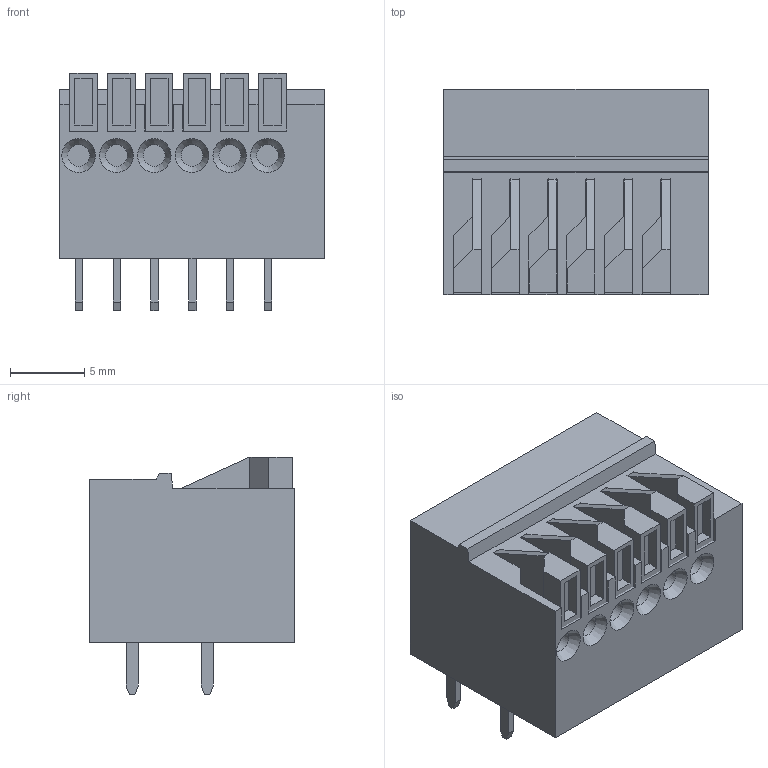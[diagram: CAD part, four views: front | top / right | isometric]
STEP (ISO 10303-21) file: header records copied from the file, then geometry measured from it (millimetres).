
FILE_DESCRIPTION(('FreeCAD Model'),'2;1');
FILE_NAME('Open CASCADE Shape Model','2021-11-02T13:46:58',('Author'),( ''),'Open CASCADE STEP processor 7.5','FreeCAD','Unknown');
FILE_SCHEMA(('AUTOMOTIVE_DESIGN { 1 0 10303 214 1 1 1 1 }'));
Length unit declared in the file: millimetre
Products named in the file (4): KF141R_2_54; Body; Levers; Legs
Assembly tree (3 placements, depth 2):
  KF141R_2_54
    Body
    Levers
    Legs
Bounding box: 17.78 x 13.8 x 16 mm (x, y, z)
Volume: 2609.4 mm3; surface area: 2478.8 mm2
Topology: 3 solids, 3 shells, 250 faces, 648 edges, 422 vertices
Faces by surface type: plane 238, cone 6, cylinder 6
Full cylindrical faces by diameter (mm): 1.467 x6
Entity records: 15968 total; most frequent: CARTESIAN_POINT 2620, DIRECTION 2470, LINE 1914, VECTOR 1914, ORIENTED_EDGE 1296, PCURVE 1296, DEFINITIONAL_REPRESENTATION 1296, EDGE_CURVE 648
